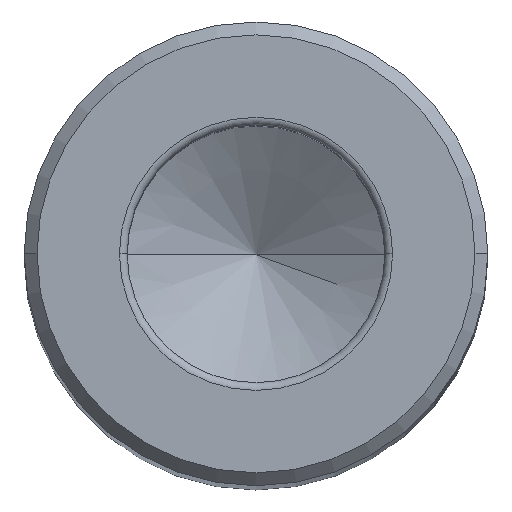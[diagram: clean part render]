
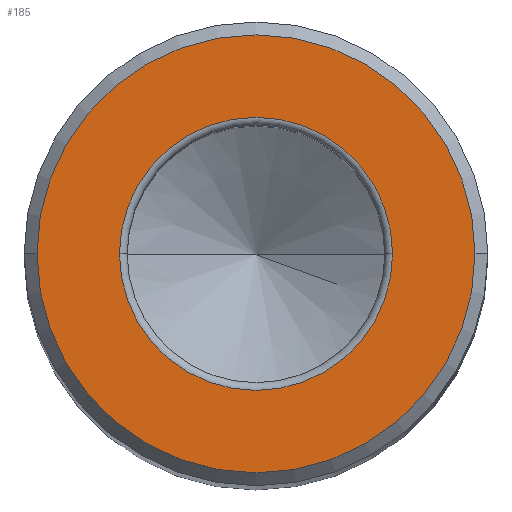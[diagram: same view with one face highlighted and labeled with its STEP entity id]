
A CAD part, top view. The second image highlights one B-rep face of the part: STEP entity #185.
In plain terms, the highlighted planar face has unit normal (0, 0, 1).
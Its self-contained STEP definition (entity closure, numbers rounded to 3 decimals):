
#1 = DIRECTION ( 'NONE',  ( 0., 0., 1. ) ) ;
#3 = CARTESIAN_POINT ( 'NONE',  ( 0., 0., 0. ) ) ;
#14 = DIRECTION ( 'NONE',  ( 1., 0., 0. ) ) ;
#25 = ORIENTED_EDGE ( 'NONE', *, *, #37, .T. ) ;
#37 = EDGE_CURVE ( 'NONE', #600, #133, #209, .T. ) ;
#86 = DIRECTION ( 'NONE',  ( 1., 0., 0. ) ) ;
#93 = EDGE_CURVE ( 'NONE', #133, #600, #361, .T. ) ;
#117 = CARTESIAN_POINT ( 'NONE',  ( 5.3, 0., 0. ) ) ;
#133 = VERTEX_POINT ( 'NONE', #312 ) ;
#139 = EDGE_CURVE ( 'NONE', #424, #268, #609, .T. ) ;
#146 = EDGE_CURVE ( 'NONE', #268, #424, #367, .T. ) ;
#151 = AXIS2_PLACEMENT_3D ( 'NONE', #278, #1, #14 ) ;
#173 = CARTESIAN_POINT ( 'NONE',  ( 8.5, 0., 0. ) ) ;
#176 = DIRECTION ( 'NONE',  ( 0., 0., -1. ) ) ;
#177 = AXIS2_PLACEMENT_3D ( 'NONE', #343, #176, #275 ) ;
#185 = ADVANCED_FACE ( 'NONE', ( #398, #471 ), #205, .T. ) ;
#195 = DIRECTION ( 'NONE',  ( 0., 0., 1. ) ) ;
#205 = PLANE ( 'NONE',  #596 ) ;
#209 = CIRCLE ( 'NONE', #565, 5.3 ) ;
#230 = DIRECTION ( 'NONE',  ( 0., 0., 1. ) ) ;
#268 = VERTEX_POINT ( 'NONE', #173 ) ;
#275 = DIRECTION ( 'NONE',  ( 1., 0., 0. ) ) ;
#278 = CARTESIAN_POINT ( 'NONE',  ( 0., 0., 0. ) ) ;
#291 = DIRECTION ( 'NONE',  ( 1., 0., 0. ) ) ;
#297 = CARTESIAN_POINT ( 'NONE',  ( 0., 0., 0. ) ) ;
#312 = CARTESIAN_POINT ( 'NONE',  ( -5.3, 0., 0. ) ) ;
#343 = CARTESIAN_POINT ( 'NONE',  ( 0., 0., 0. ) ) ;
#361 = CIRCLE ( 'NONE', #177, 5.3 ) ;
#367 = CIRCLE ( 'NONE', #151, 8.5 ) ;
#370 = DIRECTION ( 'NONE',  ( 1., 0., 0. ) ) ;
#388 = EDGE_LOOP ( 'NONE', ( #25, #459 ) ) ;
#398 = FACE_BOUND ( 'NONE', #388, .T. ) ;
#407 = EDGE_LOOP ( 'NONE', ( #550, #627 ) ) ;
#424 = VERTEX_POINT ( 'NONE', #616 ) ;
#459 = ORIENTED_EDGE ( 'NONE', *, *, #93, .T. ) ;
#471 = FACE_OUTER_BOUND ( 'NONE', #407, .T. ) ;
#504 = CARTESIAN_POINT ( 'NONE',  ( 0., 0., 0. ) ) ;
#530 = DIRECTION ( 'NONE',  ( 0., 0., -1. ) ) ;
#550 = ORIENTED_EDGE ( 'NONE', *, *, #139, .T. ) ;
#565 = AXIS2_PLACEMENT_3D ( 'NONE', #297, #530, #370 ) ;
#572 = AXIS2_PLACEMENT_3D ( 'NONE', #504, #230, #86 ) ;
#596 = AXIS2_PLACEMENT_3D ( 'NONE', #3, #195, #291 ) ;
#600 = VERTEX_POINT ( 'NONE', #117 ) ;
#609 = CIRCLE ( 'NONE', #572, 8.5 ) ;
#616 = CARTESIAN_POINT ( 'NONE',  ( -8.5, 0., 0. ) ) ;
#627 = ORIENTED_EDGE ( 'NONE', *, *, #146, .T. ) ;
